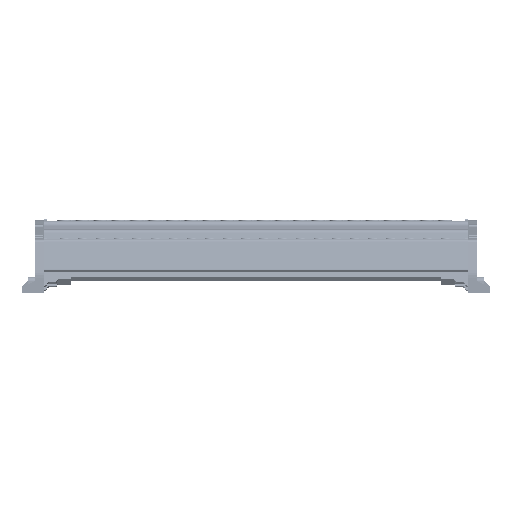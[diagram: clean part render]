
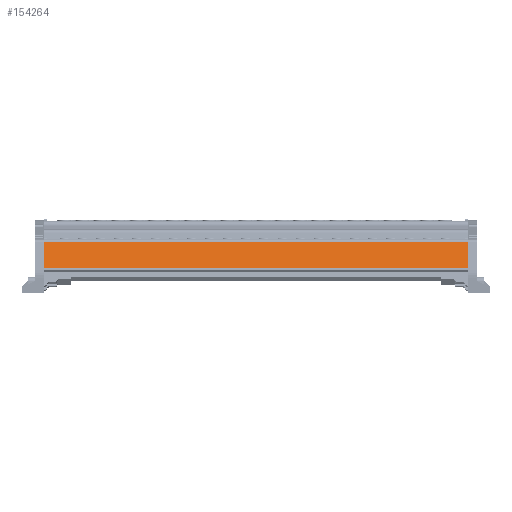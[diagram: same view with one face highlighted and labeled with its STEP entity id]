
A CAD part, top view. The second image highlights one B-rep face of the part: STEP entity #154264.
In plain terms, the highlighted planar face has unit normal (0, 0.276, 0.961).
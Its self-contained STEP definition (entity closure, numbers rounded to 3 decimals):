
#23203 = PLANE ( 'NONE',  #26531 ) ;
#23204 = CARTESIAN_POINT ( 'NONE',  ( -152.074, 266.403, 42.292 ) ) ;
#23205 = DIRECTION ( 'NONE',  ( 0., 0.276, 0.961 ) ) ;
#23211 = DIRECTION ( 'NONE',  ( 0., -0.961, 0.276 ) ) ;
#23238 = FACE_OUTER_BOUND ( 'NONE', #110561, .T. ) ;
#26531 = AXIS2_PLACEMENT_3D ( 'NONE', #23204, #23205, #23211 ) ;
#52615 = LINE ( 'NONE', #52622, #53531 ) ;
#52622 = CARTESIAN_POINT ( 'NONE',  ( -152.074, 255.321, 45.469 ) ) ;
#52627 = DIRECTION ( 'NONE',  ( 1., 0., 0. ) ) ;
#53531 = VECTOR ( 'NONE', #52627, 1000. ) ;
#61402 = VERTEX_POINT ( 'NONE', #123174 ) ;
#61442 = VERTEX_POINT ( 'NONE', #123198 ) ;
#65416 = EDGE_CURVE ( 'NONE', #61442, #61402, #134339, .T. ) ;
#65675 = EDGE_CURVE ( 'NONE', #61402, #150145, #134638, .T. ) ;
#65757 = EDGE_CURVE ( 'NONE', #61442, #150123, #134639, .T. ) ;
#81013 = VECTOR ( 'NONE', #134349, 1000. ) ;
#81375 = VECTOR ( 'NONE', #134605, 1000. ) ;
#81397 = VECTOR ( 'NONE', #134640, 1000. ) ;
#100263 = CARTESIAN_POINT ( 'NONE',  ( 44.176, 255.321, 45.469 ) ) ;
#110561 = EDGE_LOOP ( 'NONE', ( #160027, #160013, #160115, #160100 ) ) ;
#117502 = CARTESIAN_POINT ( 'NONE',  ( -248.302, 255.321, 45.469 ) ) ;
#123174 = CARTESIAN_POINT ( 'NONE',  ( -248.302, 274.443, 39.986 ) ) ;
#123198 = CARTESIAN_POINT ( 'NONE',  ( 44.176, 274.443, 39.986 ) ) ;
#134337 = CARTESIAN_POINT ( 'NONE',  ( -152.074, 274.443, 39.986 ) ) ;
#134339 = LINE ( 'NONE', #134337, #81013 ) ;
#134349 = DIRECTION ( 'NONE',  ( -1., 0., 0. ) ) ;
#134603 = CARTESIAN_POINT ( 'NONE',  ( -248.302, 266.403, 42.292 ) ) ;
#134605 = DIRECTION ( 'NONE',  ( 0., -0.961, 0.276 ) ) ;
#134638 = LINE ( 'NONE', #134603, #81375 ) ;
#134639 = LINE ( 'NONE', #134663, #81397 ) ;
#134640 = DIRECTION ( 'NONE',  ( 0., -0.961, 0.276 ) ) ;
#134663 = CARTESIAN_POINT ( 'NONE',  ( 44.176, 274.443, 39.986 ) ) ;
#147692 = EDGE_CURVE ( 'NONE', #150145, #150123, #52615, .T. ) ;
#150123 = VERTEX_POINT ( 'NONE', #100263 ) ;
#150145 = VERTEX_POINT ( 'NONE', #117502 ) ;
#154264 = ADVANCED_FACE ( 'NONE', ( #23238 ), #23203, .T. ) ;
#160013 = ORIENTED_EDGE ( 'NONE', *, *, #65757, .F. ) ;
#160027 = ORIENTED_EDGE ( 'NONE', *, *, #147692, .T. ) ;
#160100 = ORIENTED_EDGE ( 'NONE', *, *, #65675, .T. ) ;
#160115 = ORIENTED_EDGE ( 'NONE', *, *, #65416, .T. ) ;
